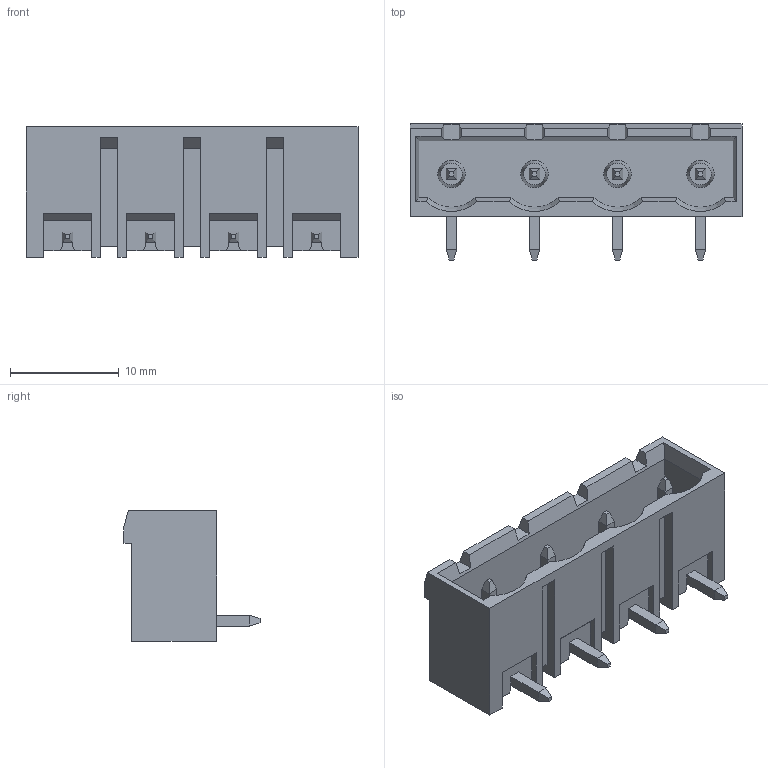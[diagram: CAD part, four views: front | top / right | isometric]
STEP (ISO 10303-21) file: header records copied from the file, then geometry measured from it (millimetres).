
FILE_DESCRIPTION(('STEP AP214'),'1');
FILE_NAME('PV04-7,62-H-P.stp','2018-10-26T15:43:17',(' '),(' '),'Spatial InterOp 3D',' ',' ');
FILE_SCHEMA(('automotive_design'));
Length unit declared in the file: metre
Products named in the file (1): 1
Bounding box: 30.48 x 12.5 x 12 mm (x, y, z)
Volume: 1387 mm3; surface area: 2342 mm2
Topology: 1 solids, 1 shells, 223 faces, 571 edges, 358 vertices
Faces by surface type: plane 207, cone 8, cylinder 8
Entity records: 8338 total; most frequent: CARTESIAN_POINT 1173, ORIENTED_EDGE 1134, DIRECTION 1035, EDGE_CURVE 567, LINE 531, VECTOR 531, VERTEX_POINT 358, AXIS2_PLACEMENT_3D 252
